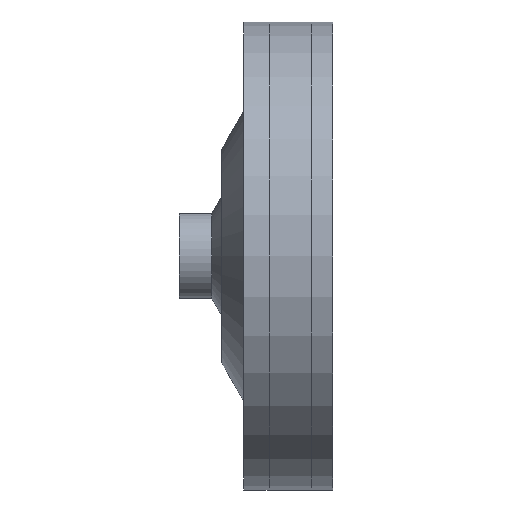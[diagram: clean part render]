
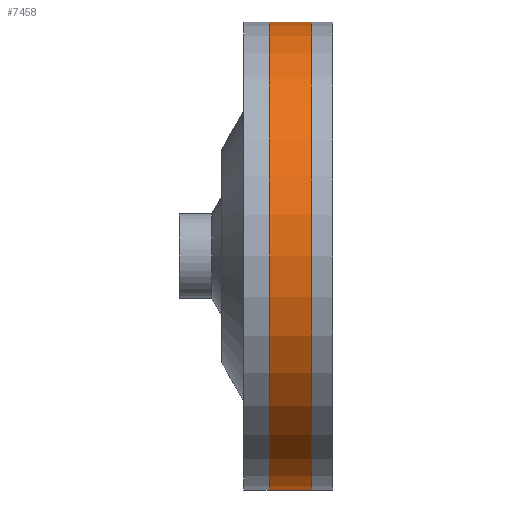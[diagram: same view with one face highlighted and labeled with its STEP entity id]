
A CAD part, left-side view. The second image highlights one B-rep face of the part: STEP entity #7458.
In plain terms, the highlighted cylindrical face has radius 69.85 mm (diameter 139.7 mm), a partial arc.
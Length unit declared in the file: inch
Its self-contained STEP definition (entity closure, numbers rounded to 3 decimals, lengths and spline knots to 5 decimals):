
#171 = LINE ( 'NONE', #11565, #633 ) ;
#246 = ORIENTED_EDGE ( 'NONE', *, *, #4946, .T. ) ;
#633 = VECTOR ( 'NONE', #9336, 39.37008 ) ;
#843 = CARTESIAN_POINT ( 'NONE',  ( 0., 0.5, 0. ) ) ;
#867 = EDGE_CURVE ( 'NONE', #10573, #7229, #7811, .T. ) ;
#1235 = CARTESIAN_POINT ( 'NONE',  ( 0., 0.5, 0. ) ) ;
#1311 = DIRECTION ( 'NONE',  ( 0., 1., 0. ) ) ;
#2310 = DIRECTION ( 'NONE',  ( 0., 0., 1. ) ) ;
#2421 = ORIENTED_EDGE ( 'NONE', *, *, #867, .F. ) ;
#2491 = ORIENTED_EDGE ( 'NONE', *, *, #8222, .F. ) ;
#2808 = CARTESIAN_POINT ( 'NONE',  ( 0., 0., -2.75 ) ) ;
#3693 = LINE ( 'NONE', #7586, #11029 ) ;
#3736 = AXIS2_PLACEMENT_3D ( 'NONE', #1235, #1311, #2310 ) ;
#3848 = CYLINDRICAL_SURFACE ( 'NONE', #7013, 2.75 ) ;
#4013 = DIRECTION ( 'NONE',  ( 0., 1., 0. ) ) ;
#4095 = CARTESIAN_POINT ( 'NONE',  ( 0., 0., 2.75 ) ) ;
#4946 = EDGE_CURVE ( 'NONE', #10573, #11198, #3693, .T. ) ;
#6032 = DIRECTION ( 'NONE',  ( 0., 0., 1. ) ) ;
#6457 = EDGE_CURVE ( 'NONE', #11198, #10422, #12370, .T. ) ;
#6933 = DIRECTION ( 'NONE',  ( 0., 0., -1. ) ) ;
#7013 = AXIS2_PLACEMENT_3D ( 'NONE', #843, #12017, #6933 ) ;
#7229 = VERTEX_POINT ( 'NONE', #9606 ) ;
#7458 = ADVANCED_FACE ( 'NONE', ( #10075 ), #3848, .T. ) ;
#7586 = CARTESIAN_POINT ( 'NONE',  ( 0., 0.5, -2.75 ) ) ;
#7811 = CIRCLE ( 'NONE', #3736, 2.75 ) ;
#8222 = EDGE_CURVE ( 'NONE', #7229, #10422, #171, .T. ) ;
#9197 = CARTESIAN_POINT ( 'NONE',  ( 0., 0.5, -2.75 ) ) ;
#9336 = DIRECTION ( 'NONE',  ( 0., -1., 0. ) ) ;
#9606 = CARTESIAN_POINT ( 'NONE',  ( 0., 0.5, 2.75 ) ) ;
#10075 = FACE_OUTER_BOUND ( 'NONE', #10302, .T. ) ;
#10103 = CARTESIAN_POINT ( 'NONE',  ( 0., 0., 0. ) ) ;
#10155 = ORIENTED_EDGE ( 'NONE', *, *, #6457, .T. ) ;
#10302 = EDGE_LOOP ( 'NONE', ( #2491, #2421, #246, #10155 ) ) ;
#10422 = VERTEX_POINT ( 'NONE', #4095 ) ;
#10573 = VERTEX_POINT ( 'NONE', #9197 ) ;
#11029 = VECTOR ( 'NONE', #12801, 39.37008 ) ;
#11198 = VERTEX_POINT ( 'NONE', #2808 ) ;
#11565 = CARTESIAN_POINT ( 'NONE',  ( 0., 0.5, 2.75 ) ) ;
#12017 = DIRECTION ( 'NONE',  ( 0., -1., 0. ) ) ;
#12370 = CIRCLE ( 'NONE', #12796, 2.75 ) ;
#12796 = AXIS2_PLACEMENT_3D ( 'NONE', #10103, #4013, #6032 ) ;
#12801 = DIRECTION ( 'NONE',  ( 0., -1., 0. ) ) ;
